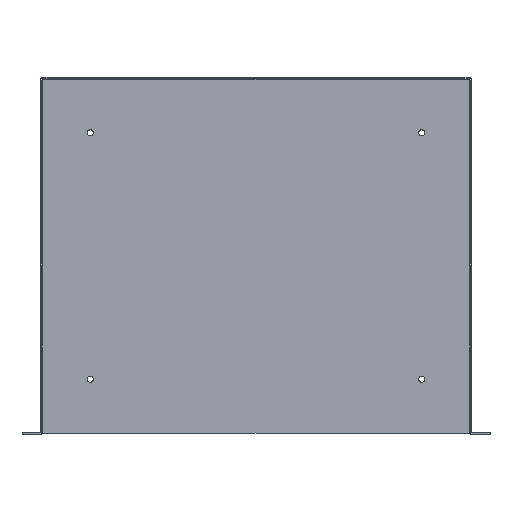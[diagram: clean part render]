
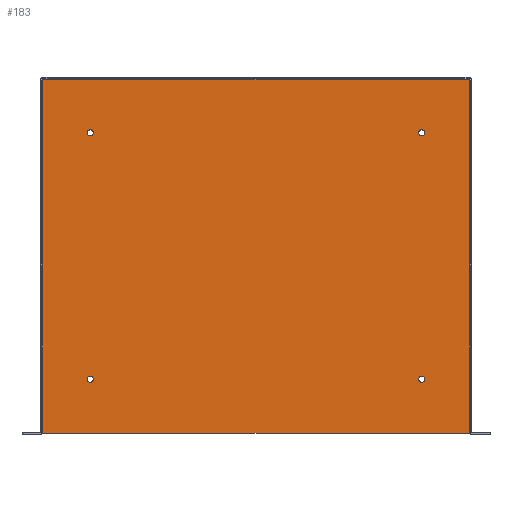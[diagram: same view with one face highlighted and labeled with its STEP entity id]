
A CAD part, top view. The second image highlights one B-rep face of the part: STEP entity #183.
In plain terms, the highlighted planar face has unit normal (0, 0, -1).
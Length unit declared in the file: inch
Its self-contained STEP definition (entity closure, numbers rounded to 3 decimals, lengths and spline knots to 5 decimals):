
#82 = AXIS2_PLACEMENT_3D ( 'NONE', #2143, #1657, #779 ) ;
#93 = CARTESIAN_POINT ( 'NONE',  ( -6.734, -5.0285, 0.057 ) ) ;
#157 = FACE_BOUND ( 'NONE', #1541, .T. ) ;
#176 = PLANE ( 'NONE',  #1584 ) ;
#183 = ADVANCED_FACE ( 'NONE', ( #2412, #157, #2681, #451, #1567 ), #176, .T. ) ;
#197 = EDGE_CURVE ( 'NONE', #3104, #1680, #742, .T. ) ;
#252 = EDGE_LOOP ( 'NONE', ( #2284, #693, #2062, #273 ) ) ;
#273 = ORIENTED_EDGE ( 'NONE', *, *, #3326, .T. ) ;
#296 = AXIS2_PLACEMENT_3D ( 'NONE', #93, #2094, #994 ) ;
#362 = CARTESIAN_POINT ( 'NONE',  ( 6.734, 4.9715, 0.057 ) ) ;
#451 = FACE_BOUND ( 'NONE', #3462, .T. ) ;
#454 = VERTEX_POINT ( 'NONE', #2378 ) ;
#562 = DIRECTION ( 'NONE',  ( 1., 0., 0. ) ) ;
#663 = CIRCLE ( 'NONE', #1241, 0.125 ) ;
#693 = ORIENTED_EDGE ( 'NONE', *, *, #1675, .T. ) ;
#742 = LINE ( 'NONE', #1265, #1810 ) ;
#747 = VERTEX_POINT ( 'NONE', #1822 ) ;
#779 = DIRECTION ( 'NONE',  ( 1., 0., 0. ) ) ;
#818 = DIRECTION ( 'NONE',  ( 0., 1., 0. ) ) ;
#858 = DIRECTION ( 'NONE',  ( 0., 0., 1. ) ) ;
#924 = CARTESIAN_POINT ( 'NONE',  ( 8.66423, 7.13573, 0.057 ) ) ;
#925 = CARTESIAN_POINT ( 'NONE',  ( -8.664, -7.2215, 0.057 ) ) ;
#994 = DIRECTION ( 'NONE',  ( 1., 0., 0. ) ) ;
#1033 = VERTEX_POINT ( 'NONE', #1320 ) ;
#1058 = EDGE_CURVE ( 'NONE', #1033, #1033, #2444, .T. ) ;
#1066 = LINE ( 'NONE', #2717, #1595 ) ;
#1241 = AXIS2_PLACEMENT_3D ( 'NONE', #3225, #1856, #3257 ) ;
#1265 = CARTESIAN_POINT ( 'NONE',  ( -8.75, 7.1355, 0.057 ) ) ;
#1286 = ORIENTED_EDGE ( 'NONE', *, *, #1058, .T. ) ;
#1320 = CARTESIAN_POINT ( 'NONE',  ( 6.859, 4.9715, 0.057 ) ) ;
#1398 = EDGE_CURVE ( 'NONE', #1738, #2012, #1066, .T. ) ;
#1536 = DIRECTION ( 'NONE',  ( 0., 0., -1. ) ) ;
#1541 = EDGE_LOOP ( 'NONE', ( #1608 ) ) ;
#1567 = FACE_BOUND ( 'NONE', #3087, .T. ) ;
#1584 = AXIS2_PLACEMENT_3D ( 'NONE', #2660, #1536, #2141 ) ;
#1595 = VECTOR ( 'NONE', #1897, 39.37008 ) ;
#1608 = ORIENTED_EDGE ( 'NONE', *, *, #1710, .T. ) ;
#1657 = DIRECTION ( 'NONE',  ( 0., 0., 1. ) ) ;
#1675 = EDGE_CURVE ( 'NONE', #1680, #1738, #3424, .T. ) ;
#1680 = VERTEX_POINT ( 'NONE', #924 ) ;
#1710 = EDGE_CURVE ( 'NONE', #454, #454, #2038, .T. ) ;
#1738 = VERTEX_POINT ( 'NONE', #3468 ) ;
#1808 = CIRCLE ( 'NONE', #82, 0.125 ) ;
#1810 = VECTOR ( 'NONE', #3457, 39.37008 ) ;
#1822 = CARTESIAN_POINT ( 'NONE',  ( -6.609, 4.9715, 0.057 ) ) ;
#1851 = EDGE_LOOP ( 'NONE', ( #1286 ) ) ;
#1856 = DIRECTION ( 'NONE',  ( 0., 0., 1. ) ) ;
#1897 = DIRECTION ( 'NONE',  ( -1., 0., 0. ) ) ;
#1994 = CARTESIAN_POINT ( 'NONE',  ( -8.66423, 7.13573, 0.057 ) ) ;
#2012 = VERTEX_POINT ( 'NONE', #925 ) ;
#2038 = CIRCLE ( 'NONE', #296, 0.125 ) ;
#2062 = ORIENTED_EDGE ( 'NONE', *, *, #1398, .T. ) ;
#2070 = VECTOR ( 'NONE', #818, 39.37008 ) ;
#2094 = DIRECTION ( 'NONE',  ( 0., 0., 1. ) ) ;
#2141 = DIRECTION ( 'NONE',  ( -1., 0., 0. ) ) ;
#2143 = CARTESIAN_POINT ( 'NONE',  ( -6.734, 4.9715, 0.057 ) ) ;
#2195 = EDGE_CURVE ( 'NONE', #747, #747, #1808, .T. ) ;
#2242 = EDGE_CURVE ( 'NONE', #2612, #2612, #663, .T. ) ;
#2284 = ORIENTED_EDGE ( 'NONE', *, *, #197, .T. ) ;
#2306 = DIRECTION ( 'NONE',  ( 0., -1., 0. ) ) ;
#2378 = CARTESIAN_POINT ( 'NONE',  ( -6.609, -5.0285, 0.057 ) ) ;
#2412 = FACE_OUTER_BOUND ( 'NONE', #252, .T. ) ;
#2444 = CIRCLE ( 'NONE', #3488, 0.125 ) ;
#2503 = CARTESIAN_POINT ( 'NONE',  ( -8.664, 7.2215, 0.057 ) ) ;
#2612 = VERTEX_POINT ( 'NONE', #3498 ) ;
#2660 = CARTESIAN_POINT ( 'NONE',  ( -8.75, 7.2215, 0.057 ) ) ;
#2681 = FACE_BOUND ( 'NONE', #1851, .T. ) ;
#2717 = CARTESIAN_POINT ( 'NONE',  ( -8.75, -7.2215, 0.057 ) ) ;
#2752 = LINE ( 'NONE', #2503, #2070 ) ;
#2772 = VECTOR ( 'NONE', #2306, 39.37008 ) ;
#3087 = EDGE_LOOP ( 'NONE', ( #3113 ) ) ;
#3104 = VERTEX_POINT ( 'NONE', #1994 ) ;
#3113 = ORIENTED_EDGE ( 'NONE', *, *, #2195, .T. ) ;
#3174 = CARTESIAN_POINT ( 'NONE',  ( 8.664, 7.2215, 0.057 ) ) ;
#3225 = CARTESIAN_POINT ( 'NONE',  ( 6.734, -5.0285, 0.057 ) ) ;
#3257 = DIRECTION ( 'NONE',  ( 1., 0., 0. ) ) ;
#3326 = EDGE_CURVE ( 'NONE', #2012, #3104, #2752, .T. ) ;
#3329 = ORIENTED_EDGE ( 'NONE', *, *, #2242, .T. ) ;
#3424 = LINE ( 'NONE', #3174, #2772 ) ;
#3457 = DIRECTION ( 'NONE',  ( 1., 0., 0. ) ) ;
#3462 = EDGE_LOOP ( 'NONE', ( #3329 ) ) ;
#3468 = CARTESIAN_POINT ( 'NONE',  ( 8.664, -7.2215, 0.057 ) ) ;
#3488 = AXIS2_PLACEMENT_3D ( 'NONE', #362, #858, #562 ) ;
#3498 = CARTESIAN_POINT ( 'NONE',  ( 6.859, -5.0285, 0.057 ) ) ;
